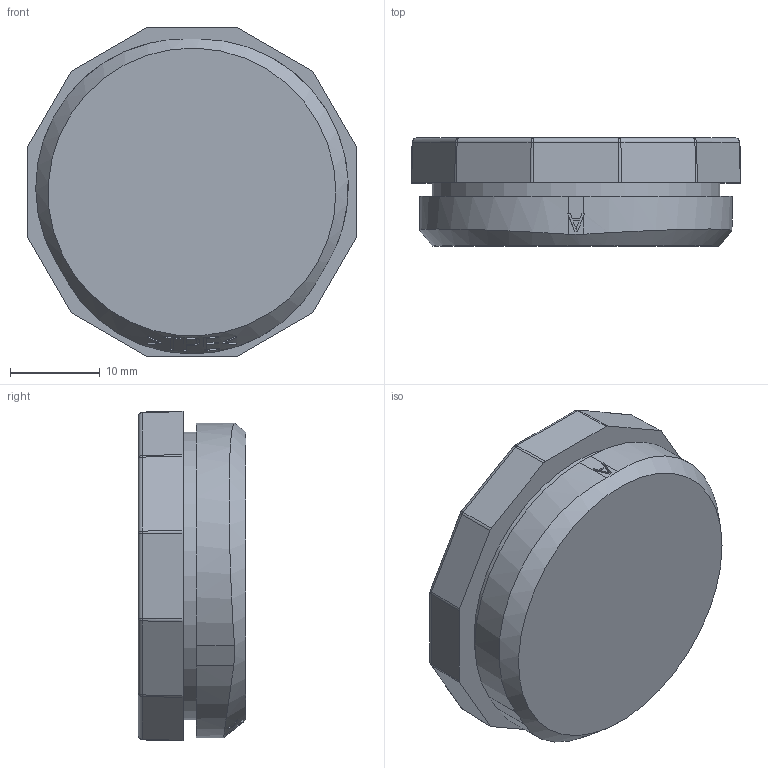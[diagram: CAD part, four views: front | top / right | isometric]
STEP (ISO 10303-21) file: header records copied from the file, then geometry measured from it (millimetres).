
FILE_DESCRIPTION(/* description */ (''),/* implementation_level */ '2;1');
FILE_NAME(/* name */ '28825_6_KES-E-R 32_10-A.stp',/* time_stamp */ '2023-02-21T13:36:33+01:00',/* author */ (''),/* organization */ (''),/* preprocessor_version */ 'ST-DEVELOPER v16.7',/* originating_system */ 'SIEMENS PLM Software NX 12.0',/* authorisation */ '');
FILE_SCHEMA (('AUTOMOTIVE_DESIGN { 1 0 10303 214 3 1 1 1 }'));
Length unit declared in the file: millimetre
Products named in the file (1): KES-E-R 32/10-A
Bounding box: 36.68 x 12 x 36.68 mm (x, y, z)
Volume: 11589.4 mm3; surface area: 3716.2 mm2
Topology: 1 solids, 1 shells, 523 faces, 1434 edges, 944 vertices
Faces by surface type: plane 373, bspline 71, cylinder 28, sphere 22, extrusion 12, revolution 10, cone 7
Full cylindrical faces by diameter (mm): 32 x1
Entity records: 23048 total; most frequent: CARTESIAN_POINT 10779, ORIENTED_EDGE 2778, DIRECTION 2008, EDGE_CURVE 1389, VECTOR 986, LINE 974, VERTEX_POINT 932, EDGE_LOOP 587
